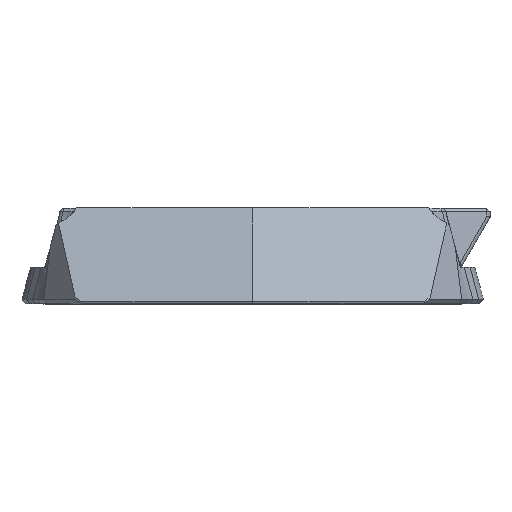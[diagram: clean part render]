
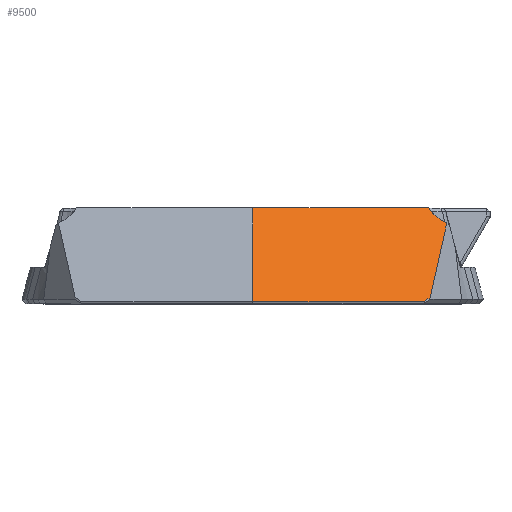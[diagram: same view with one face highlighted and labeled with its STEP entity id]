
A CAD part, top view. The second image highlights one B-rep face of the part: STEP entity #9500.
In plain terms, the highlighted planar face has unit normal (0.139, 0.663, 0.736).
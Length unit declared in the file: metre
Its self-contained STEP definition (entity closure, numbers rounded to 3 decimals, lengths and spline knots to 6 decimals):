
#573=B_SPLINE_CURVE_WITH_KNOTS('',3,(#14466,#14467,#14468,#14469),
 .UNSPECIFIED.,.F.,.F.,(4,4),(0.,1.),.UNSPECIFIED.);
#1527=ORIENTED_EDGE('',*,*,#4308,.T.);
#1528=ORIENTED_EDGE('',*,*,#4309,.T.);
#1529=ORIENTED_EDGE('',*,*,#4310,.T.);
#1530=ORIENTED_EDGE('',*,*,#4311,.T.);
#1531=ORIENTED_EDGE('',*,*,#4253,.F.);
#1532=ORIENTED_EDGE('',*,*,#4272,.F.);
#4253=EDGE_CURVE('',#5642,#5643,#6417,.F.);
#4272=EDGE_CURVE('',#5661,#5642,#6426,.T.);
#4308=EDGE_CURVE('',#5661,#5689,#6431,.F.);
#4309=EDGE_CURVE('',#5689,#5690,#6432,.F.);
#4310=EDGE_CURVE('',#5690,#5691,#6433,.F.);
#4311=EDGE_CURVE('',#5691,#5643,#573,.T.);
#5642=VERTEX_POINT('',#14150);
#5643=VERTEX_POINT('',#14152);
#5661=VERTEX_POINT('',#14210);
#5689=VERTEX_POINT('',#14461);
#5690=VERTEX_POINT('',#14463);
#5691=VERTEX_POINT('',#14465);
#6417=LINE('',#14151,#7322);
#6426=LINE('',#14211,#7331);
#6431=LINE('',#14460,#7336);
#6432=LINE('',#14462,#7337);
#6433=LINE('',#14464,#7338);
#7322=VECTOR('',#11334,1.);
#7331=VECTOR('',#11351,1.);
#7336=VECTOR('',#11362,1.);
#7337=VECTOR('',#11363,1.);
#7338=VECTOR('',#11364,1.);
#7993=EDGE_LOOP('',(#1527,#1528,#1529,#1530,#1531,#1532));
#8601=FACE_BOUND('',#7993,.T.);
#9162=PLANE('',#10192);
#9500=ADVANCED_FACE('',(#8601),#9162,.F.);
#10192=AXIS2_PLACEMENT_3D('',#14459,#11360,#11361);
#11334=DIRECTION('',(-0.983,0.,0.186));
#11351=DIRECTION('',(0.,0.743,-0.669));
#11360=DIRECTION('',(-0.139,-0.663,-0.736));
#11361=DIRECTION('',(0.99,-0.093,-0.103));
#11362=DIRECTION('',(-0.983,0.,0.186));
#11363=DIRECTION('',(-0.712,-0.45,0.54));
#11364=DIRECTION('',(-0.161,-0.718,0.677));
#14150=CARTESIAN_POINT('',(0.,0.0065,0.003478));
#14151=CARTESIAN_POINT('',(0.006763,0.0065,0.002199));
#14152=CARTESIAN_POINT('',(0.019256,0.0065,-0.000163));
#14210=CARTESIAN_POINT('',(0.,-0.003775,0.01273));
#14211=CARTESIAN_POINT('',(0.,-0.004,0.012933));
#14459=CARTESIAN_POINT('',(0.,-0.004,0.012933));
#14460=CARTESIAN_POINT('',(0.018538,-0.003775,0.009225));
#14461=CARTESIAN_POINT('',(0.018708,-0.003775,0.009192));
#14462=CARTESIAN_POINT('',(0.007724,-0.010718,0.01752));
#14463=CARTESIAN_POINT('',(0.019418,-0.003327,0.008654));
#14464=CARTESIAN_POINT('',(0.018374,-0.007995,0.013055));
#14465=CARTESIAN_POINT('',(0.021248,0.004855,0.000941));
#14466=CARTESIAN_POINT('',(0.021248,0.004855,0.000941));
#14467=CARTESIAN_POINT('',(0.020484,0.005155,0.000816));
#14468=CARTESIAN_POINT('',(0.019768,0.005746,0.000419));
#14469=CARTESIAN_POINT('',(0.019256,0.0065,-0.000163));
